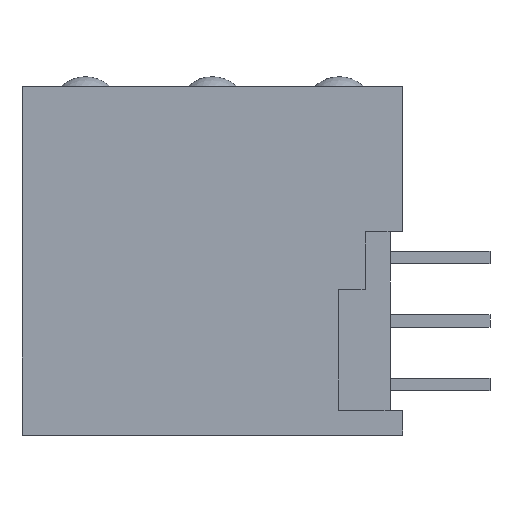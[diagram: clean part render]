
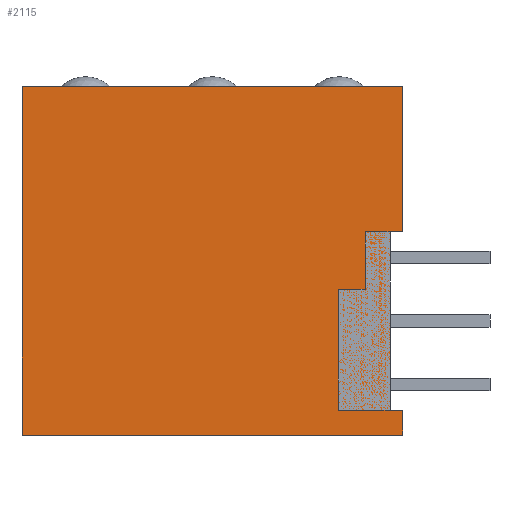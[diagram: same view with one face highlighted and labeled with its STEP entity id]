
A CAD part, left-side view. The second image highlights one B-rep face of the part: STEP entity #2115.
In plain terms, the highlighted planar face has unit normal (-1, 0, 0).
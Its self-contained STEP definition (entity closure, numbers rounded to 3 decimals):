
#1726 = VERTEX_POINT ( 'NONE', #10482 ) ;
#1814 = VERTEX_POINT ( 'NONE', #10647 ) ;
#1816 = EDGE_CURVE ( 'NONE', #1814, #1726, #10712, .T. ) ;
#1817 = VERTEX_POINT ( 'NONE', #10708 ) ;
#1871 = VERTEX_POINT ( 'NONE', #10787 ) ;
#1873 = EDGE_CURVE ( 'NONE', #1871, #1814, #10785, .T. ) ;
#1901 = EDGE_CURVE ( 'NONE', #1726, #1817, #10912, .T. ) ;
#1942 = EDGE_CURVE ( 'NONE', #1943, #2025, #11033, .T. ) ;
#1943 = VERTEX_POINT ( 'NONE', #11029 ) ;
#1992 = EDGE_CURVE ( 'NONE', #2025, #2068, #11105, .T. ) ;
#2025 = VERTEX_POINT ( 'NONE', #11229 ) ;
#2067 = EDGE_CURVE ( 'NONE', #1817, #2068, #11333, .T. ) ;
#2068 = VERTEX_POINT ( 'NONE', #11329 ) ;
#2072 = EDGE_CURVE ( 'NONE', #1943, #2073, #11324, .T. ) ;
#2073 = VERTEX_POINT ( 'NONE', #11320 ) ;
#2115 = ADVANCED_FACE ( 'NONE', ( #11420 ), #11404, .F. ) ;
#2116 = ORIENTED_EDGE ( 'NONE', *, *, #1901, .F. ) ;
#2117 = ORIENTED_EDGE ( 'NONE', *, *, #1816, .F. ) ;
#2118 = ORIENTED_EDGE ( 'NONE', *, *, #1873, .F. ) ;
#2119 = ORIENTED_EDGE ( 'NONE', *, *, #2139, .F. ) ;
#2120 = ORIENTED_EDGE ( 'NONE', *, *, #2072, .F. ) ;
#2121 = ORIENTED_EDGE ( 'NONE', *, *, #1942, .T. ) ;
#2122 = ORIENTED_EDGE ( 'NONE', *, *, #1992, .T. ) ;
#2123 = ORIENTED_EDGE ( 'NONE', *, *, #2067, .F. ) ;
#2137 = EDGE_LOOP ( 'NONE', ( #2116, #2117, #2118, #2119, #2120, #2121, #2122, #2123 ) ) ;
#2139 = EDGE_CURVE ( 'NONE', #2073, #1871, #11506, .T. ) ;
#10482 = CARTESIAN_POINT ( 'NONE',  ( -2.16, -7.12, -5.985 ) ) ;
#10647 = CARTESIAN_POINT ( 'NONE',  ( -2.16, -7.12, 1.155 ) ) ;
#10708 = CARTESIAN_POINT ( 'NONE',  ( -2.16, -7.62, -5.985 ) ) ;
#10709 = DIRECTION ( 'NONE',  ( 0., 0., -1. ) ) ;
#10710 = VECTOR ( 'NONE', #10709, 1000. ) ;
#10711 = CARTESIAN_POINT ( 'NONE',  ( -2.16, -7.12, -16.927 ) ) ;
#10712 = LINE ( 'NONE', #10711, #10710 ) ;
#10782 = DIRECTION ( 'NONE',  ( 0., 1., 0. ) ) ;
#10783 = VECTOR ( 'NONE', #10782, 1000. ) ;
#10784 = CARTESIAN_POINT ( 'NONE',  ( -2.16, -7.62, 1.155 ) ) ;
#10785 = LINE ( 'NONE', #10784, #10783 ) ;
#10787 = CARTESIAN_POINT ( 'NONE',  ( -2.16, -7.62, 1.155 ) ) ;
#10903 = DIRECTION ( 'NONE',  ( 0., -1., 0. ) ) ;
#10904 = VECTOR ( 'NONE', #10903, 1000. ) ;
#10905 = CARTESIAN_POINT ( 'NONE',  ( -2.16, -5.041, -5.985 ) ) ;
#10912 = LINE ( 'NONE', #10905, #10904 ) ;
#11029 = CARTESIAN_POINT ( 'NONE',  ( -2.16, 7.62, 6.985 ) ) ;
#11030 = DIRECTION ( 'NONE',  ( 0., 0., -1. ) ) ;
#11031 = VECTOR ( 'NONE', #11030, 1000. ) ;
#11032 = CARTESIAN_POINT ( 'NONE',  ( -2.16, 7.62, 6.985 ) ) ;
#11033 = LINE ( 'NONE', #11032, #11031 ) ;
#11096 = DIRECTION ( 'NONE',  ( 0., -1., 0. ) ) ;
#11097 = VECTOR ( 'NONE', #11096, 1000. ) ;
#11098 = CARTESIAN_POINT ( 'NONE',  ( -2.16, 7.62, -6.985 ) ) ;
#11105 = LINE ( 'NONE', #11098, #11097 ) ;
#11229 = CARTESIAN_POINT ( 'NONE',  ( -2.16, 7.62, -6.985 ) ) ;
#11320 = CARTESIAN_POINT ( 'NONE',  ( -2.16, -7.62, 6.985 ) ) ;
#11321 = DIRECTION ( 'NONE',  ( 0., -1., 0. ) ) ;
#11322 = VECTOR ( 'NONE', #11321, 1000. ) ;
#11323 = CARTESIAN_POINT ( 'NONE',  ( -2.16, 7.62, 6.985 ) ) ;
#11324 = LINE ( 'NONE', #11323, #11322 ) ;
#11329 = CARTESIAN_POINT ( 'NONE',  ( -2.16, -7.62, -6.985 ) ) ;
#11330 = DIRECTION ( 'NONE',  ( 0., 0., -1. ) ) ;
#11331 = VECTOR ( 'NONE', #11330, 1000. ) ;
#11332 = CARTESIAN_POINT ( 'NONE',  ( -2.16, -7.62, -5.985 ) ) ;
#11333 = LINE ( 'NONE', #11332, #11331 ) ;
#11398 = DIRECTION ( 'NONE',  ( 0., 0., -1. ) ) ;
#11399 = DIRECTION ( 'NONE',  ( 1., 0., 0. ) ) ;
#11400 = CARTESIAN_POINT ( 'NONE',  ( -2.16, -6.12, 6.985 ) ) ;
#11401 = AXIS2_PLACEMENT_3D ( 'NONE', #11400, #11399, #11398 ) ;
#11404 = PLANE ( 'NONE',  #11401 ) ;
#11420 = FACE_OUTER_BOUND ( 'NONE', #2137, .T. ) ;
#11503 = DIRECTION ( 'NONE',  ( 0., 0., -1. ) ) ;
#11504 = VECTOR ( 'NONE', #11503, 1000. ) ;
#11505 = CARTESIAN_POINT ( 'NONE',  ( -2.16, -7.62, 6.985 ) ) ;
#11506 = LINE ( 'NONE', #11505, #11504 ) ;
